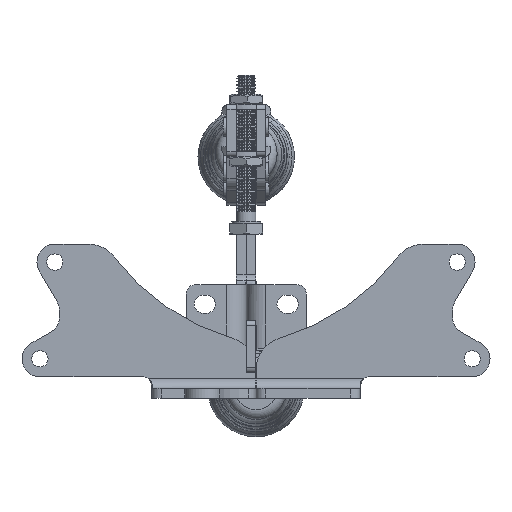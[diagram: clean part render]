
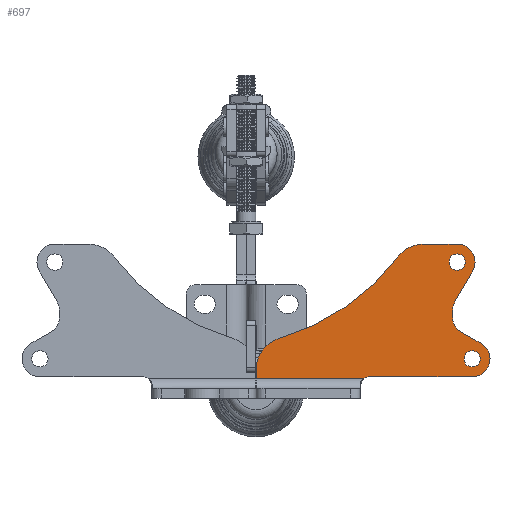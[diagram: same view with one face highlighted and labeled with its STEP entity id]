
A CAD part, left-side view. The second image highlights one B-rep face of the part: STEP entity #697.
In plain terms, the highlighted planar face has unit normal (-1, 0, 0).
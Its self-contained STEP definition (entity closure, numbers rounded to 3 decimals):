
#697 = ADVANCED_FACE( '', ( #1793, #1794, #1795 ), #1796, .F. );
#1793 = FACE_BOUND( '', #3538, .T. );
#1794 = FACE_BOUND( '', #3539, .T. );
#1795 = FACE_OUTER_BOUND( '', #3540, .T. );
#1796 = PLANE( '', #3541 );
#3538 = EDGE_LOOP( '', ( #5536 ) );
#3539 = EDGE_LOOP( '', ( #5537 ) );
#3540 = EDGE_LOOP( '', ( #5538, #5539, #5540, #5541, #5542, #5543, #5544, #5545, #5546, #5547, #5548, #5549, #5550, #5551, #5552 ) );
#3541 = AXIS2_PLACEMENT_3D( '', #5553, #5554, #5555 );
#5536 = ORIENTED_EDGE( '', *, *, #8628, .T. );
#5537 = ORIENTED_EDGE( '', *, *, #8629, .T. );
#5538 = ORIENTED_EDGE( '', *, *, #8630, .F. );
#5539 = ORIENTED_EDGE( '', *, *, #8399, .F. );
#5540 = ORIENTED_EDGE( '', *, *, #8631, .F. );
#5541 = ORIENTED_EDGE( '', *, *, #8632, .F. );
#5542 = ORIENTED_EDGE( '', *, *, #8633, .F. );
#5543 = ORIENTED_EDGE( '', *, *, #8634, .F. );
#5544 = ORIENTED_EDGE( '', *, *, #8544, .F. );
#5545 = ORIENTED_EDGE( '', *, *, #8635, .F. );
#5546 = ORIENTED_EDGE( '', *, *, #8636, .F. );
#5547 = ORIENTED_EDGE( '', *, *, #8637, .T. );
#5548 = ORIENTED_EDGE( '', *, *, #8638, .F. );
#5549 = ORIENTED_EDGE( '', *, *, #8639, .F. );
#5550 = ORIENTED_EDGE( '', *, *, #8640, .F. );
#5551 = ORIENTED_EDGE( '', *, *, #8641, .T. );
#5552 = ORIENTED_EDGE( '', *, *, #8642, .F. );
#5553 = CARTESIAN_POINT( '', ( -44.7, 0., 44.433 ) );
#5554 = DIRECTION( '', ( 1., 0., 0. ) );
#5555 = DIRECTION( '', ( 0., 0., -1. ) );
#8399 = EDGE_CURVE( '', #9638, #9639, #9640, .T. );
#8544 = EDGE_CURVE( '', #9890, #9891, #9892, .T. );
#8628 = EDGE_CURVE( '', #10033, #10033, #10034, .T. );
#8629 = EDGE_CURVE( '', #10035, #10035, #10036, .T. );
#8630 = EDGE_CURVE( '', #9639, #9711, #10037, .T. );
#8631 = EDGE_CURVE( '', #10038, #9638, #10039, .T. );
#8632 = EDGE_CURVE( '', #10040, #10038, #10041, .T. );
#8633 = EDGE_CURVE( '', #10042, #10040, #10043, .T. );
#8634 = EDGE_CURVE( '', #9891, #10042, #10044, .T. );
#8635 = EDGE_CURVE( '', #10045, #9890, #10046, .T. );
#8636 = EDGE_CURVE( '', #10047, #10045, #10048, .T. );
#8637 = EDGE_CURVE( '', #10047, #10049, #10050, .T. );
#8638 = EDGE_CURVE( '', #10051, #10049, #10052, .T. );
#8639 = EDGE_CURVE( '', #10053, #10051, #10054, .T. );
#8640 = EDGE_CURVE( '', #10055, #10053, #10056, .T. );
#8641 = EDGE_CURVE( '', #10055, #10057, #10058, .T. );
#8642 = EDGE_CURVE( '', #9711, #10057, #10059, .T. );
#9638 = VERTEX_POINT( '', #11469 );
#9639 = VERTEX_POINT( '', #11470 );
#9640 = LINE( '', #11471, #11472 );
#9711 = VERTEX_POINT( '', #11572 );
#9890 = VERTEX_POINT( '', #11863 );
#9891 = VERTEX_POINT( '', #11864 );
#9892 = CIRCLE( '', #11865, 5. );
#10033 = VERTEX_POINT( '', #12083 );
#10034 = CIRCLE( '', #12084, 2.5 );
#10035 = VERTEX_POINT( '', #12085 );
#10036 = CIRCLE( '', #12086, 2.5 );
#10037 = CIRCLE( '', #12087, 3. );
#10038 = VERTEX_POINT( '', #12088 );
#10039 = CIRCLE( '', #12089, 5.5 );
#10040 = VERTEX_POINT( '', #12090 );
#10041 = LINE( '', #12091, #12092 );
#10042 = VERTEX_POINT( '', #12093 );
#10043 = CIRCLE( '', #12094, 5. );
#10044 = LINE( '', #12095, #12096 );
#10045 = VERTEX_POINT( '', #12097 );
#10046 = LINE( '', #12098, #12099 );
#10047 = VERTEX_POINT( '', #12100 );
#10048 = CIRCLE( '', #12101, 5.5 );
#10049 = VERTEX_POINT( '', #12102 );
#10050 = LINE( '', #12103, #12104 );
#10051 = VERTEX_POINT( '', #12105 );
#10052 = CIRCLE( '', #12106, 10. );
#10053 = VERTEX_POINT( '', #12107 );
#10054 = CIRCLE( '', #12108, 70. );
#10055 = VERTEX_POINT( '', #12109 );
#10056 = CIRCLE( '', #12110, 10. );
#10057 = VERTEX_POINT( '', #12111 );
#10058 = LINE( '', #12112, #12113 );
#10059 = LINE( '', #12114, #12115 );
#11469 = CARTESIAN_POINT( '', ( -44.7, -66.5, 3.633 ) );
#11470 = CARTESIAN_POINT( '', ( -44.7, -35., 3.633 ) );
#11471 = CARTESIAN_POINT( '', ( -44.7, -66.5, 3.633 ) );
#11472 = VECTOR( '', #14123, 1000. );
#11572 = CARTESIAN_POINT( '', ( -44.7, -33.157, 3. ) );
#11863 = CARTESIAN_POINT( '', ( -44.7, -61.17, 26.668 ) );
#11864 = CARTESIAN_POINT( '', ( -44.7, -60.5, 24.168 ) );
#11865 = AXIS2_PLACEMENT_3D( '', #14327, #14328, #14329 );
#12083 = CARTESIAN_POINT( '', ( -44.7, -64.4, 38.933 ) );
#12084 = AXIS2_PLACEMENT_3D( '', #14469, #14470, #14471 );
#12085 = CARTESIAN_POINT( '', ( -44.7, -69., 9.133 ) );
#12086 = AXIS2_PLACEMENT_3D( '', #14472, #14473, #14474 );
#12087 = AXIS2_PLACEMENT_3D( '', #14475, #14476, #14477 );
#12088 = CARTESIAN_POINT( '', ( -44.7, -69.25, 13.896 ) );
#12089 = AXIS2_PLACEMENT_3D( '', #14478, #14479, #14480 );
#12090 = CARTESIAN_POINT( '', ( -44.7, -63., 17.504 ) );
#12091 = CARTESIAN_POINT( '', ( -44.7, -69.25, 13.896 ) );
#12092 = VECTOR( '', #14481, 1000. );
#12093 = CARTESIAN_POINT( '', ( -44.7, -60.5, 21.834 ) );
#12094 = AXIS2_PLACEMENT_3D( '', #14482, #14483, #14484 );
#12095 = CARTESIAN_POINT( '', ( -44.7, -60.5, 21.834 ) );
#12096 = VECTOR( '', #14485, 1000. );
#12097 = CARTESIAN_POINT( '', ( -44.7, -66.663, 36.183 ) );
#12098 = CARTESIAN_POINT( '', ( -44.7, -66.663, 36.183 ) );
#12099 = VECTOR( '', #14486, 1000. );
#12100 = CARTESIAN_POINT( '', ( -44.7, -61.9, 44.433 ) );
#12101 = AXIS2_PLACEMENT_3D( '', #14487, #14488, #14489 );
#12102 = CARTESIAN_POINT( '', ( -44.7, -51.526, 44.433 ) );
#12103 = CARTESIAN_POINT( '', ( -44.7, -72., 44.433 ) );
#12104 = VECTOR( '', #14490, 1000. );
#12105 = CARTESIAN_POINT( '', ( -44.7, -43.55, 40.464 ) );
#12106 = AXIS2_PLACEMENT_3D( '', #14491, #14492, #14493 );
#12107 = CARTESIAN_POINT( '', ( -44.7, -7.215, 15.457 ) );
#12108 = AXIS2_PLACEMENT_3D( '', #14494, #14495, #14496 );
#12109 = CARTESIAN_POINT( '', ( -44.7, 0., 5.852 ) );
#12110 = AXIS2_PLACEMENT_3D( '', #14497, #14498, #14499 );
#12111 = CARTESIAN_POINT( '', ( -44.7, 0., 3. ) );
#12112 = CARTESIAN_POINT( '', ( -44.7, 0., 44.433 ) );
#12113 = VECTOR( '', #14500, 1000. );
#12114 = CARTESIAN_POINT( '', ( -44.7, -32., 3. ) );
#12115 = VECTOR( '', #14501, 1000. );
#14123 = DIRECTION( '', ( 0., 1., 0. ) );
#14327 = CARTESIAN_POINT( '', ( -44.7, -65.5, 24.168 ) );
#14328 = DIRECTION( '', ( -1., 0., 0. ) );
#14329 = DIRECTION( '', ( 0., 0., 1. ) );
#14469 = CARTESIAN_POINT( '', ( -44.7, -61.9, 38.933 ) );
#14470 = DIRECTION( '', ( 1., 0., 0. ) );
#14471 = DIRECTION( '', ( 0., -1., 0. ) );
#14472 = CARTESIAN_POINT( '', ( -44.7, -66.5, 9.133 ) );
#14473 = DIRECTION( '', ( 1., 0., 0. ) );
#14474 = DIRECTION( '', ( 0., -1., 0. ) );
#14475 = CARTESIAN_POINT( '', ( -44.7, -35., 0.633 ) );
#14476 = DIRECTION( '', ( -1., 0., 0. ) );
#14477 = DIRECTION( '', ( 0., 0., -1. ) );
#14478 = CARTESIAN_POINT( '', ( -44.7, -66.5, 9.133 ) );
#14479 = DIRECTION( '', ( 1., 0., 0. ) );
#14480 = DIRECTION( '', ( 0., 0., 1. ) );
#14481 = DIRECTION( '', ( 0., -0.866, -0.5 ) );
#14482 = CARTESIAN_POINT( '', ( -44.7, -65.5, 21.834 ) );
#14483 = DIRECTION( '', ( -1., 0., 0. ) );
#14484 = DIRECTION( '', ( 0., 0., 1. ) );
#14485 = DIRECTION( '', ( 0., 0., -1. ) );
#14486 = DIRECTION( '', ( 0., 0.5, -0.866 ) );
#14487 = CARTESIAN_POINT( '', ( -44.7, -61.9, 38.933 ) );
#14488 = DIRECTION( '', ( 1., 0., 0. ) );
#14489 = DIRECTION( '', ( 0., 0., -1. ) );
#14490 = DIRECTION( '', ( 0., 1., 0. ) );
#14491 = CARTESIAN_POINT( '', ( -44.7, -51.526, 34.433 ) );
#14492 = DIRECTION( '', ( 1., 0., 0. ) );
#14493 = DIRECTION( '', ( 0., 0., -1. ) );
#14494 = CARTESIAN_POINT( '', ( -44.7, 12.283, 82.686 ) );
#14495 = DIRECTION( '', ( -1., 0., 0. ) );
#14496 = DIRECTION( '', ( 0., 0., 1. ) );
#14497 = CARTESIAN_POINT( '', ( -44.7, -10., 5.852 ) );
#14498 = DIRECTION( '', ( 1., 0., 0. ) );
#14499 = DIRECTION( '', ( 0., 0., 1. ) );
#14500 = DIRECTION( '', ( 0., 0., -1. ) );
#14501 = DIRECTION( '', ( 0., 1., 0. ) );
